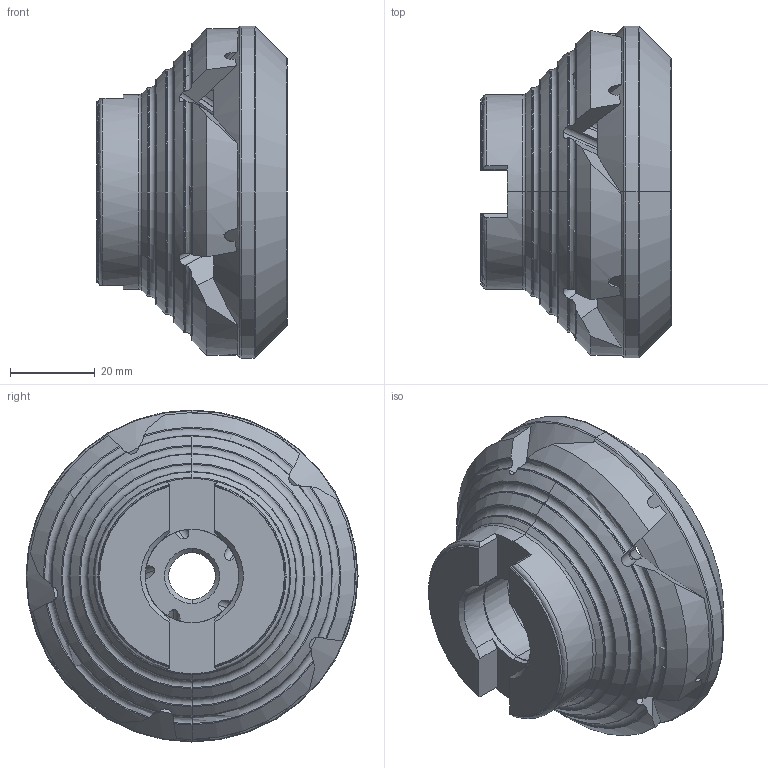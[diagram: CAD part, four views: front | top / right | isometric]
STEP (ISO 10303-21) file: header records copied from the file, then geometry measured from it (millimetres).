
FILE_DESCRIPTION (( 'STEP AP214' ), '1' );
FILE_NAME ('45PP-063-554-5.STEP', '2012-11-06T09:55:43', ( '' ), ( '' ), 'SwSTEP 2.0', 'SolidWorks 2012', '' );
FILE_SCHEMA (( 'AUTOMOTIVE_DESIGN' ));
Length unit declared in the file: millimetre
Products named in the file (1): 45PP-063-554-5
Bounding box: 45 x 78.3 x 78.3 mm (x, y, z)
Volume: 114424.3 mm3; surface area: 22945 mm2
Topology: 1 solids, 6 shells, 276 faces, 776 edges, 494 vertices
Faces by surface type: plane 105, cylinder 71, torus 54, cone 46
Entity records: 10293 total; most frequent: CARTESIAN_POINT 3273, ORIENTED_EDGE 1552, DIRECTION 1249, EDGE_CURVE 776, VERTEX_POINT 494, AXIS2_PLACEMENT_3D 492, EDGE_LOOP 280, FACE_OUTER_BOUND 276
